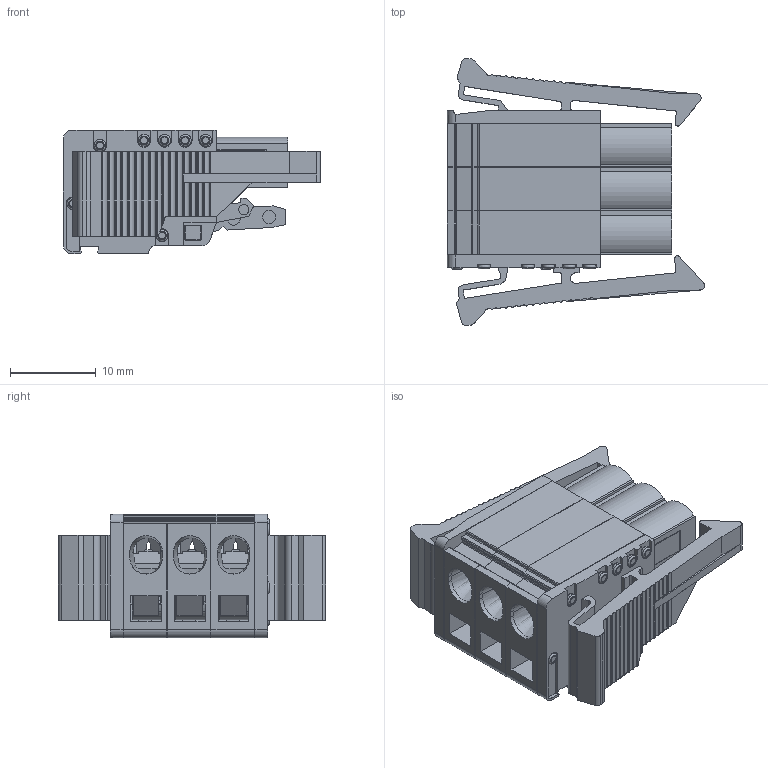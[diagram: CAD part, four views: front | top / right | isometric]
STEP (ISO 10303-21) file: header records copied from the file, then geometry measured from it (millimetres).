
FILE_DESCRIPTION(/* description */ ('Unknown'),/* implementation_level */ '2;1');
FILE_NAME(/* name */ 'DPSC5.08WWS-3W',/* time_stamp */ '2024-08-06T17:24:49+06:00',/* author */ ('Unknown'),/* organization */ ('Unknown'),/* preprocessor_version */ 'ST-DEVELOPER v16.7',/* originating_system */ 'Solid Edge',/* authorisation */ 'Unknown');
FILE_SCHEMA (('AUTOMOTIVE_DESIGN {1 0 10303 214 3 1 1}'));
Products named in the file (1): DPSC5.08WWS-3W
Bounding box: 30 x 31.16 x 14.45 mm (x, y, z)
Volume: 4277.6 mm3; surface area: 9013.6 mm2
Topology: 1 solids, 22 shells, 3192 faces, 8728 edges, 5754 vertices
Faces by surface type: plane 1882, cylinder 797, bspline 382, torus 70, cone 53, sphere 8
Full cylindrical faces by diameter (mm): 0.6 x12, 0.8 x24, 1.2 x13, 1.3 x56, 1.5 x11, 1.8 x3, 3.7 x3
Entity records: 108869 total; most frequent: CARTESIAN_POINT 30672, ORIENTED_EDGE 16742, DIRECTION 14818, EDGE_CURVE 8371, LINE 5666, VECTOR 5666, VERTEX_POINT 5657, AXIS2_PLACEMENT_3D 4576
